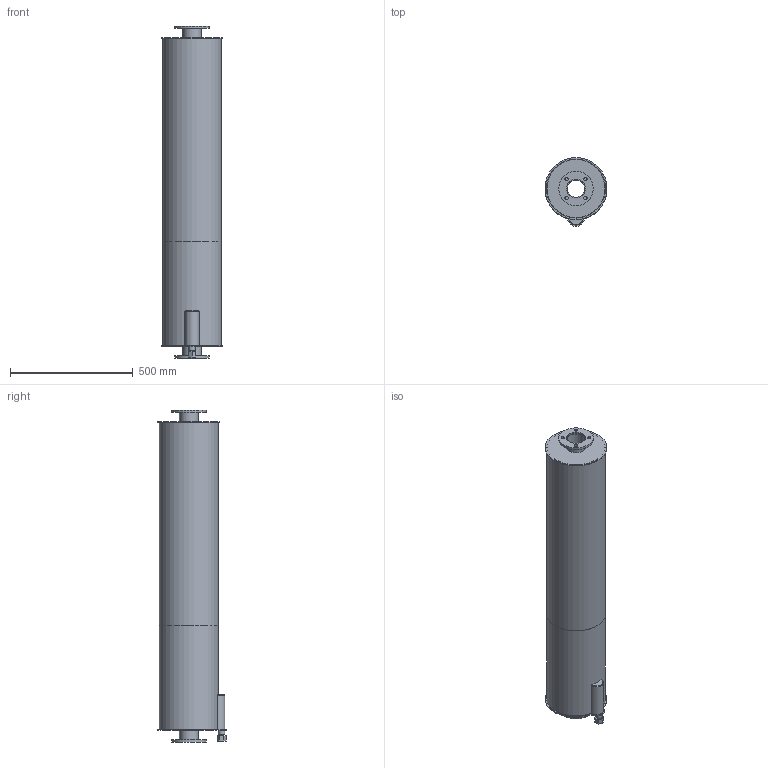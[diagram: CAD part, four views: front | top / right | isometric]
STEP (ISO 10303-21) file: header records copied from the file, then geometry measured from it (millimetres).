
FILE_DESCRIPTION(/* description */ (''),/* implementation_level */ '2;1');
FILE_NAME(/* name */ 'Vlsad 02-5.stp',/* time_stamp */ '2015-01-22T14:18:58+01:00',/* author */ ('Tekenkamer'),/* organization */ (''),/* preprocessor_version */ 'ST-DEVELOPER v15.6',/* originating_system */ 'Autodesk Inventor 2015',/* authorisation */ '');
FILE_SCHEMA (('AUTOMOTIVE_DESIGN { 1 0 10303 214 3 1 1 }'));
Length unit declared in the file: millimetre
Products named in the file (1): MAAT3D
Bounding box: 252 x 277.9 x 1350 mm (x, y, z)
Volume: 2473106.8 mm3; surface area: 2212990.4 mm2
Topology: 12 solids, 12 shells, 64 faces, 120 edges, 80 vertices
Faces by surface type: cylinder 32, plane 32
Full cylindrical faces by diameter (mm): 14 x8, 21 x2, 26 x1, 70.5 x2, 76.3 x2, 77 x2, 78.3 x2, 140 x2, 236 x2, 240 x2, 252 x1
Entity records: 1590 total; most frequent: DIRECTION 288, CARTESIAN_POINT 239, ORIENTED_EDGE 188, AXIS2_PLACEMENT_3D 129, EDGE_LOOP 126, EDGE_CURVE 94, VERTEX_POINT 80, FACE_OUTER_BOUND 64
